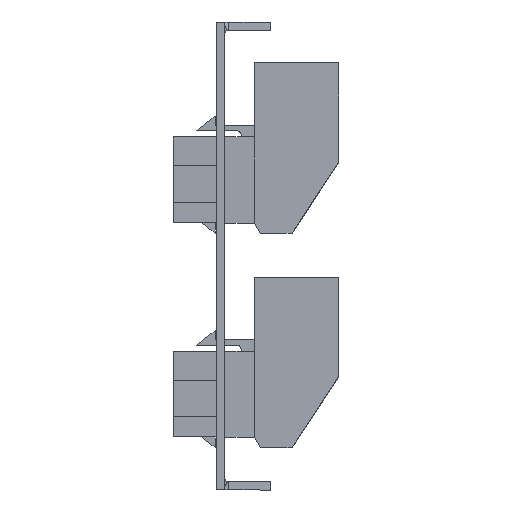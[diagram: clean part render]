
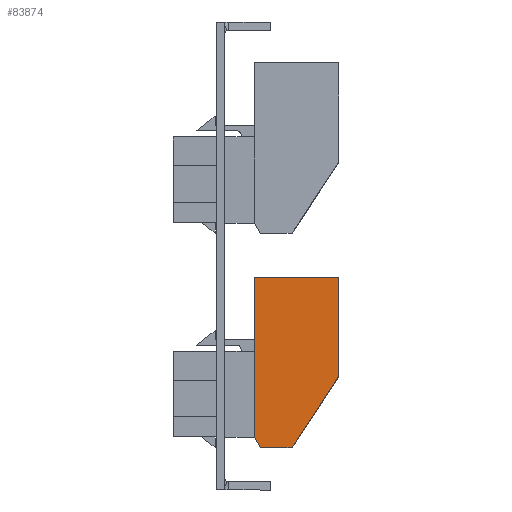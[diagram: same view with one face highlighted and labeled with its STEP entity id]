
A CAD part, left-side view. The second image highlights one B-rep face of the part: STEP entity #83874.
In plain terms, the highlighted planar face has unit normal (-1, 0, 0).
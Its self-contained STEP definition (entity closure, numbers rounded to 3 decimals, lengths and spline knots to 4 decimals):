
#43047 = CARTESIAN_POINT ( 'NONE',  ( -0.3681, -0.4132, -0.3219 ) ) ;
#43049 = CARTESIAN_POINT ( 'NONE',  ( -0.3681, -0.4132, 0.3181 ) ) ;
#43087 = DIRECTION ( 'NONE',  ( 0., 0., 1. ) ) ;
#43088 = VECTOR ( 'NONE', #43087, 39.3701 ) ;
#43089 = CARTESIAN_POINT ( 'NONE',  ( -0.3681, -0.4132, 0.8693 ) ) ;
#43090 = LINE ( 'NONE', #43089, #43088 ) ;
#43407 = CARTESIAN_POINT ( 'NONE',  ( -0.3681, -0.6924, -0.3984 ) ) ;
#43409 = CARTESIAN_POINT ( 'NONE',  ( -0.3681, -1.0392, 0.1299 ) ) ;
#43412 = DIRECTION ( 'NONE',  ( 0., 0.549, -0.836 ) ) ;
#43413 = VECTOR ( 'NONE', #43412, 39.3701 ) ;
#43416 = CARTESIAN_POINT ( 'NONE',  ( -0.3681, -0.6924, -0.3984 ) ) ;
#43417 = LINE ( 'NONE', #43416, #43413 ) ;
#44863 = CARTESIAN_POINT ( 'NONE',  ( -0.3681, -0.4132, 0.8693 ) ) ;
#45088 = DIRECTION ( 'NONE',  ( 0., 0., 1. ) ) ;
#45090 = VECTOR ( 'NONE', #45088, 39.3701 ) ;
#45091 = CARTESIAN_POINT ( 'NONE',  ( -0.3681, -0.4132, 0.8693 ) ) ;
#45093 = LINE ( 'NONE', #45091, #45090 ) ;
#45099 = CARTESIAN_POINT ( 'NONE',  ( -0.3681, -1.0392, 0.8693 ) ) ;
#45111 = DIRECTION ( 'NONE',  ( 0., 0., -1. ) ) ;
#45112 = VECTOR ( 'NONE', #45111, 39.3701 ) ;
#45113 = CARTESIAN_POINT ( 'NONE',  ( -0.3681, -1.0392, 0.1299 ) ) ;
#45114 = LINE ( 'NONE', #45113, #45112 ) ;
#45173 = DIRECTION ( 'NONE',  ( 0., -1., 0. ) ) ;
#45174 = VECTOR ( 'NONE', #45173, 39.3701 ) ;
#45176 = CARTESIAN_POINT ( 'NONE',  ( -0.3681, -1.0392, 0.8693 ) ) ;
#45177 = LINE ( 'NONE', #45176, #45174 ) ;
#45282 = DIRECTION ( 'NONE',  ( 0., 0., -1. ) ) ;
#45284 = DIRECTION ( 'NONE',  ( 1., 0., 0. ) ) ;
#45286 = CARTESIAN_POINT ( 'NONE',  ( -0.3681, -0.4132, 0.8693 ) ) ;
#45288 = AXIS2_PLACEMENT_3D ( 'NONE', #45286, #45284, #45282 ) ;
#45293 = PLANE ( 'NONE',  #45288 ) ;
#45295 = FACE_OUTER_BOUND ( 'NONE', #83875, .T. ) ;
#45298 = DIRECTION ( 'NONE',  ( 0., 1., 0. ) ) ;
#45299 = VECTOR ( 'NONE', #45298, 39.3701 ) ;
#45301 = CARTESIAN_POINT ( 'NONE',  ( -0.3681, -0.4574, -0.3984 ) ) ;
#45303 = LINE ( 'NONE', #45301, #45299 ) ;
#45348 = CARTESIAN_POINT ( 'NONE',  ( -0.3681, -0.4574, -0.3984 ) ) ;
#45380 = DIRECTION ( 'NONE',  ( 0., 0.5, 0.866 ) ) ;
#45382 = VECTOR ( 'NONE', #45380, 39.3701 ) ;
#45384 = CARTESIAN_POINT ( 'NONE',  ( -0.3681, -0.4132, -0.3219 ) ) ;
#45385 = LINE ( 'NONE', #45384, #45382 ) ;
#83060 = VERTEX_POINT ( 'NONE', #43049 ) ;
#83062 = VERTEX_POINT ( 'NONE', #43047 ) ;
#83085 = EDGE_CURVE ( 'NONE', #83062, #83060, #43090, .T. ) ;
#83178 = EDGE_CURVE ( 'NONE', #83179, #83180, #43417, .T. ) ;
#83179 = VERTEX_POINT ( 'NONE', #43409 ) ;
#83180 = VERTEX_POINT ( 'NONE', #43407 ) ;
#83718 = VERTEX_POINT ( 'NONE', #44863 ) ;
#83810 = EDGE_CURVE ( 'NONE', #83812, #83179, #45114, .T. ) ;
#83812 = VERTEX_POINT ( 'NONE', #45099 ) ;
#83814 = EDGE_CURVE ( 'NONE', #83060, #83718, #45093, .T. ) ;
#83828 = EDGE_CURVE ( 'NONE', #83718, #83812, #45177, .T. ) ;
#83873 = EDGE_CURVE ( 'NONE', #83180, #83901, #45303, .T. ) ;
#83874 = ADVANCED_FACE ( 'NONE', ( #45295 ), #45293, .F. ) ;
#83875 = EDGE_LOOP ( 'NONE', ( #83876, #83896, #83878, #83879, #83884, #83885, #83886 ) ) ;
#83876 = ORIENTED_EDGE ( 'NONE', *, *, #83085, .F. ) ;
#83878 = ORIENTED_EDGE ( 'NONE', *, *, #83873, .F. ) ;
#83879 = ORIENTED_EDGE ( 'NONE', *, *, #83178, .F. ) ;
#83882 = EDGE_CURVE ( 'NONE', #83901, #83062, #45385, .T. ) ;
#83884 = ORIENTED_EDGE ( 'NONE', *, *, #83810, .F. ) ;
#83885 = ORIENTED_EDGE ( 'NONE', *, *, #83828, .F. ) ;
#83886 = ORIENTED_EDGE ( 'NONE', *, *, #83814, .F. ) ;
#83896 = ORIENTED_EDGE ( 'NONE', *, *, #83882, .F. ) ;
#83901 = VERTEX_POINT ( 'NONE', #45348 ) ;
